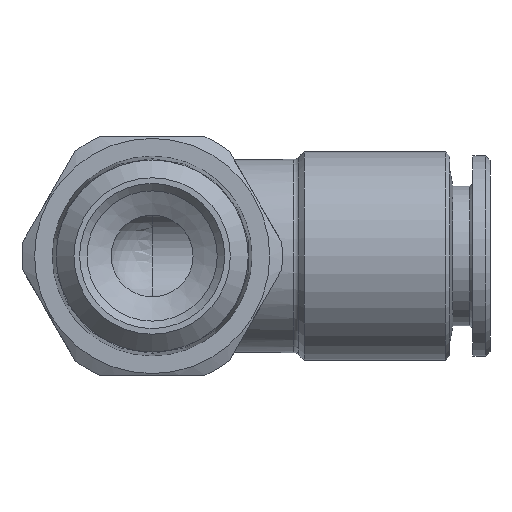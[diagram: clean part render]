
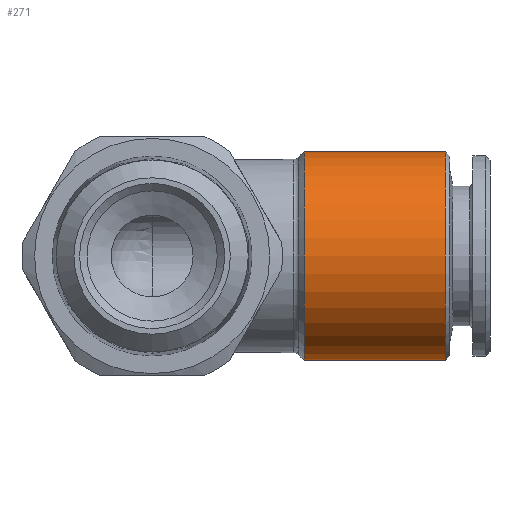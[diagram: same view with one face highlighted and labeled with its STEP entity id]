
A CAD part, front view. The second image highlights one B-rep face of the part: STEP entity #271.
In plain terms, the highlighted cylindrical face has radius 7 mm (diameter 14 mm), a full revolution.
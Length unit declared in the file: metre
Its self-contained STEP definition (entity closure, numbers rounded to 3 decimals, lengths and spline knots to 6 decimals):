
#271 = ADVANCED_FACE( 'NONE', ( #589, #590 ), #591, .T. );
#589 = FACE_OUTER_BOUND( '', #1091, .T. );
#590 = FACE_OUTER_BOUND( '', #1092, .T. );
#591 = CYLINDRICAL_SURFACE( '', #1093, 0.007 );
#1091 = EDGE_LOOP( '', ( #1791 ) );
#1092 = EDGE_LOOP( '', ( #1792 ) );
#1093 = AXIS2_PLACEMENT_3D( '', #1793, #1794, #1795 );
#1791 = ORIENTED_EDGE( '', *, *, #2271, .F. );
#1792 = ORIENTED_EDGE( '', *, *, #2102, .T. );
#1793 = CARTESIAN_POINT( '', ( 0., 0., 0. ) );
#1794 = DIRECTION( '', ( 1., 0., 0. ) );
#1795 = DIRECTION( '', ( 0., 0., 1. ) );
#2102 = EDGE_CURVE( 'NONE', #2477, #2477, #2478, .T. );
#2271 = EDGE_CURVE( 'NONE', #2720, #2720, #2721, .T. );
#2477 = VERTEX_POINT( '', #3147 );
#2478 = CIRCLE( '', #3148, 0.007 );
#2720 = VERTEX_POINT( '', #3600 );
#2721 = CIRCLE( '', #3601, 0.007 );
#3147 = CARTESIAN_POINT( '', ( 0.0197, 0., 0.007 ) );
#3148 = AXIS2_PLACEMENT_3D( '', #3786, #3787, #3788 );
#3600 = CARTESIAN_POINT( '', ( 0.01021, 0., -0.007 ) );
#3601 = AXIS2_PLACEMENT_3D( '', #3990, #3991, #3992 );
#3786 = CARTESIAN_POINT( '', ( 0.0197, 0., 0. ) );
#3787 = DIRECTION( '', ( -1., 0., 0. ) );
#3788 = DIRECTION( '', ( 0., 0., 1. ) );
#3990 = CARTESIAN_POINT( '', ( 0.01021, 0., 0. ) );
#3991 = DIRECTION( '', ( -1., 0., 0. ) );
#3992 = DIRECTION( '', ( 0., 0., -1. ) );
